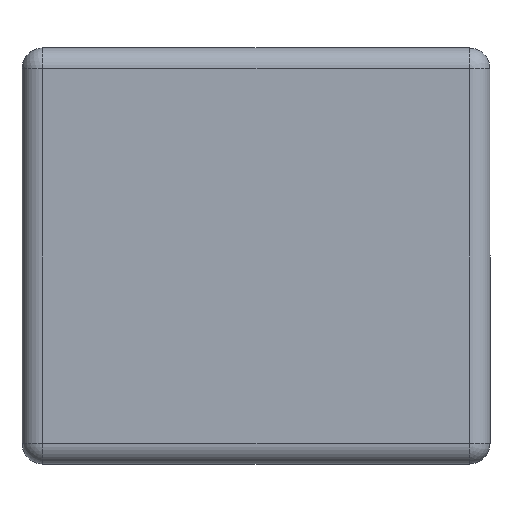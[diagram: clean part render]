
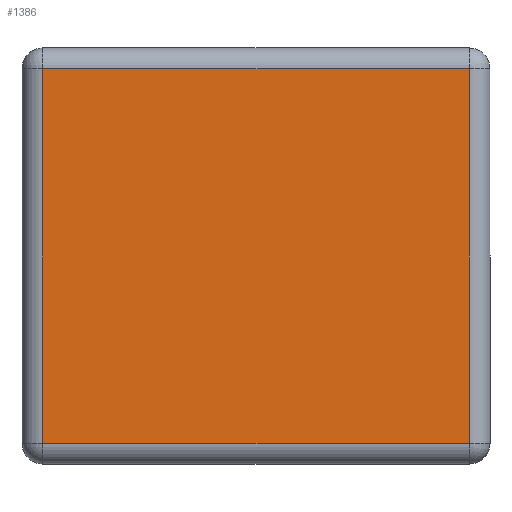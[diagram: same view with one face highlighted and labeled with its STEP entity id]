
A CAD part, left-side view. The second image highlights one B-rep face of the part: STEP entity #1386.
In plain terms, the highlighted planar face has unit normal (-1, 0, 0).
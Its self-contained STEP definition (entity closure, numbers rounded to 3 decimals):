
#188=FACE_OUTER_BOUND('',#274,.T.);
#274=EDGE_LOOP('',(#1263,#1264,#1265,#1266));
#431=LINE('',#2682,#533);
#435=LINE('',#2691,#537);
#439=LINE('',#2700,#541);
#441=LINE('',#2703,#543);
#533=VECTOR('',#1694,10.);
#537=VECTOR('',#1704,10.);
#541=VECTOR('',#1714,10.);
#543=VECTOR('',#1718,10.);
#661=VERTEX_POINT('',#2654);
#666=VERTEX_POINT('',#2664);
#667=VERTEX_POINT('',#2668);
#670=VERTEX_POINT('',#2675);
#855=EDGE_CURVE('',#670,#666,#431,.T.);
#860=EDGE_CURVE('',#667,#670,#435,.T.);
#865=EDGE_CURVE('',#661,#667,#439,.T.);
#867=EDGE_CURVE('',#666,#661,#441,.T.);
#1263=ORIENTED_EDGE('',*,*,#855,.F.);
#1264=ORIENTED_EDGE('',*,*,#860,.F.);
#1265=ORIENTED_EDGE('',*,*,#865,.F.);
#1266=ORIENTED_EDGE('',*,*,#867,.F.);
#1300=PLANE('',#1498);
#1386=ADVANCED_FACE('',(#188),#1300,.F.);
#1498=AXIS2_PLACEMENT_3D('',#2724,#1742,#1743);
#1694=DIRECTION('',(0.,-1.,0.));
#1704=DIRECTION('',(0.,0.,1.));
#1714=DIRECTION('',(0.,1.,0.));
#1718=DIRECTION('',(0.,0.,-1.));
#1742=DIRECTION('center_axis',(1.,0.,0.));
#1743=DIRECTION('ref_axis',(0.,0.,-1.));
#2654=CARTESIAN_POINT('',(0.,0.08,-1.52));
#2664=CARTESIAN_POINT('',(0.,0.08,-0.08));
#2668=CARTESIAN_POINT('',(0.,1.72,-1.52));
#2675=CARTESIAN_POINT('',(0.,1.72,-0.08));
#2682=CARTESIAN_POINT('',(0.,1.35,-0.08));
#2691=CARTESIAN_POINT('',(0.,1.72,-1.2));
#2700=CARTESIAN_POINT('',(0.,0.45,-1.52));
#2703=CARTESIAN_POINT('',(0.,0.08,-0.4));
#2724=CARTESIAN_POINT('Origin',(0.,0.9,-0.8));
